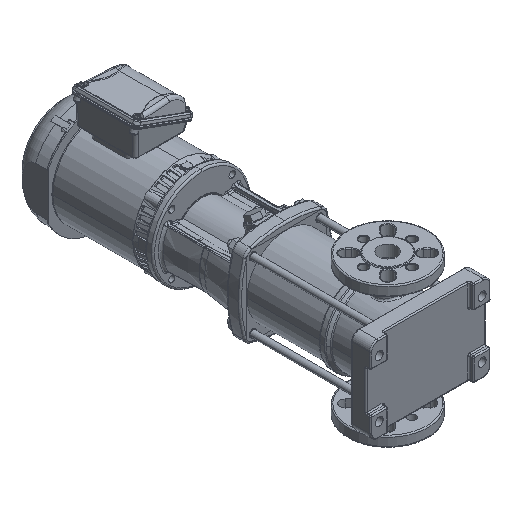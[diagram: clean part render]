
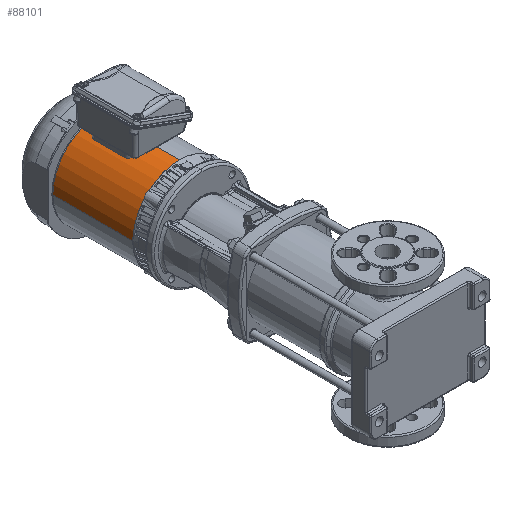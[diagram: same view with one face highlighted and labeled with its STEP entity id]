
A CAD part, isometric view. The second image highlights one B-rep face of the part: STEP entity #88101.
In plain terms, the highlighted cylindrical face has radius 81.875 mm (diameter 163.75 mm), a partial arc.
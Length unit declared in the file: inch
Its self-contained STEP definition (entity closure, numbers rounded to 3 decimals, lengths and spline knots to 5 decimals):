
#8369 = VERTEX_POINT ( 'NONE', #84337 ) ;
#9497 = VECTOR ( 'NONE', #91017, 39.37008 ) ;
#9782 = AXIS2_PLACEMENT_3D ( 'NONE', #72729, #15754, #32157 ) ;
#10522 = VERTEX_POINT ( 'NONE', #103815 ) ;
#13600 = FACE_OUTER_BOUND ( 'NONE', #67543, .T. ) ;
#14444 = ORIENTED_EDGE ( 'NONE', *, *, #88058, .T. ) ;
#15295 = EDGE_CURVE ( 'NONE', #28486, #68902, #47005, .T. ) ;
#15754 = DIRECTION ( 'NONE',  ( -1., 0., 0. ) ) ;
#24488 = DIRECTION ( 'NONE',  ( 1., 0., 0. ) ) ;
#25445 = CARTESIAN_POINT ( 'NONE',  ( 3.52765, 0.67588, 0. ) ) ;
#28486 = VERTEX_POINT ( 'NONE', #53662 ) ;
#30540 = CARTESIAN_POINT ( 'NONE',  ( -1.98416, 0.67588, 0. ) ) ;
#30705 = CIRCLE ( 'NONE', #60392, 3.22343 ) ;
#32157 = DIRECTION ( 'NONE',  ( 0., 0., 1. ) ) ;
#37415 = DIRECTION ( 'NONE',  ( -1., 0., 0. ) ) ;
#43477 = DIRECTION ( 'NONE',  ( 0., 1., 0. ) ) ;
#46094 = CARTESIAN_POINT ( 'NONE',  ( 3.52765, 0.67588, 3.22343 ) ) ;
#46268 = DIRECTION ( 'NONE',  ( -1., 0., 0. ) ) ;
#47005 = CIRCLE ( 'NONE', #69708, 3.22343 ) ;
#47697 = ORIENTED_EDGE ( 'NONE', *, *, #105135, .F. ) ;
#47719 = ORIENTED_EDGE ( 'NONE', *, *, #15295, .T. ) ;
#51037 = LINE ( 'NONE', #100310, #9497 ) ;
#53662 = CARTESIAN_POINT ( 'NONE',  ( 3.52765, -2.54755, 0.00056 ) ) ;
#60392 = AXIS2_PLACEMENT_3D ( 'NONE', #30540, #24488, #107681 ) ;
#60862 = ORIENTED_EDGE ( 'NONE', *, *, #86201, .T. ) ;
#67543 = EDGE_LOOP ( 'NONE', ( #47719, #60862, #14444, #47697 ) ) ;
#68902 = VERTEX_POINT ( 'NONE', #46094 ) ;
#69708 = AXIS2_PLACEMENT_3D ( 'NONE', #25445, #37415, #43477 ) ;
#72729 = CARTESIAN_POINT ( 'NONE',  ( 24.55814, 0.67588, 0. ) ) ;
#73086 = LINE ( 'NONE', #87860, #82496 ) ;
#81999 = CYLINDRICAL_SURFACE ( 'NONE', #9782, 3.22343 ) ;
#82496 = VECTOR ( 'NONE', #46268, 39.37008 ) ;
#84337 = CARTESIAN_POINT ( 'NONE',  ( -1.98416, -2.54755, 0.00056 ) ) ;
#86201 = EDGE_CURVE ( 'NONE', #68902, #10522, #51037, .T. ) ;
#87860 = CARTESIAN_POINT ( 'NONE',  ( 24.55814, -2.54755, 0.00056 ) ) ;
#88058 = EDGE_CURVE ( 'NONE', #10522, #8369, #30705, .T. ) ;
#88101 = ADVANCED_FACE ( 'NONE', ( #13600 ), #81999, .T. ) ;
#91017 = DIRECTION ( 'NONE',  ( -1., 0., 0. ) ) ;
#100310 = CARTESIAN_POINT ( 'NONE',  ( 24.55814, 0.67588, 3.22343 ) ) ;
#103815 = CARTESIAN_POINT ( 'NONE',  ( -1.98416, 0.67588, 3.22343 ) ) ;
#105135 = EDGE_CURVE ( 'NONE', #28486, #8369, #73086, .T. ) ;
#107681 = DIRECTION ( 'NONE',  ( 0., -1., 0. ) ) ;
